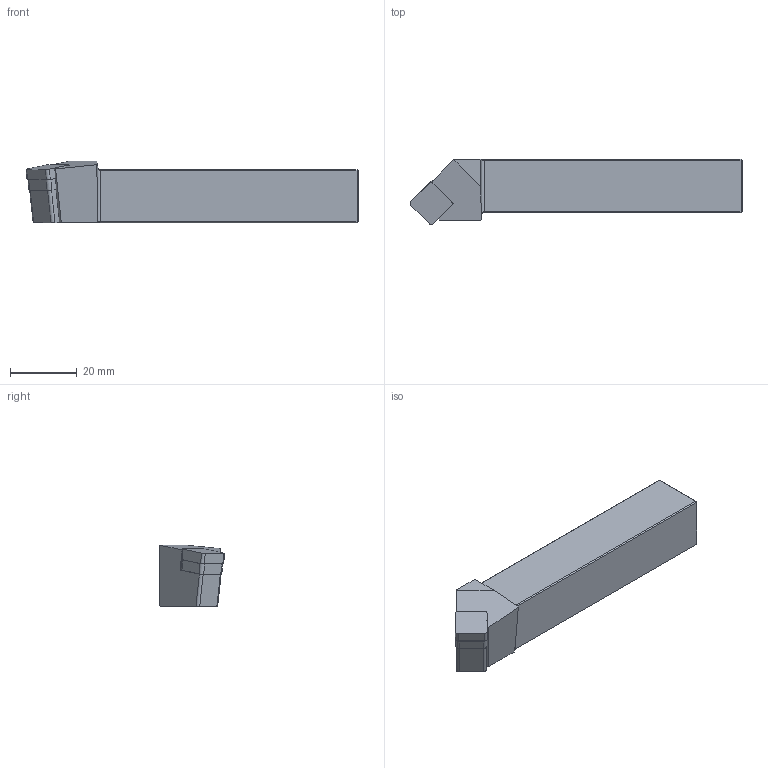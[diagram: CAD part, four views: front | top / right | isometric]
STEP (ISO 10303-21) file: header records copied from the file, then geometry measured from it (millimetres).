
FILE_DESCRIPTION(/* description */ (''),/* implementation_level */ '2;1');
FILE_NAME(/* name */ 'PSSNR-1616-H09.stp',/* time_stamp */ '2023-09-29T16:11:42+03:00',/* author */ (''),/* organization */ (''),/* preprocessor_version */ 'ST-DEVELOPER v19.4',/* originating_system */ 'SIEMENS PLM Software NX2306.3001',/* authorisation */ '');
FILE_SCHEMA (('AUTOMOTIVE_DESIGN { 1 0 10303 214 3 1 1 1 }'));
Length unit declared in the file: millimetre
Products named in the file (1): PSSNR-1616-H09
Bounding box: 99.67 x 19.66 x 18.5 mm (x, y, z)
Volume: 24771.1 mm3; surface area: 6927.3 mm2
Topology: 2 solids, 2 shells, 58 faces, 141 edges, 87 vertices
Faces by surface type: plane 43, cylinder 12, cone 2, bspline 1
Entity records: 1778 total; most frequent: CARTESIAN_POINT 315, ORIENTED_EDGE 282, DIRECTION 278, EDGE_CURVE 141, LINE 110, VECTOR 110, VERTEX_POINT 87, AXIS2_PLACEMENT_3D 84
